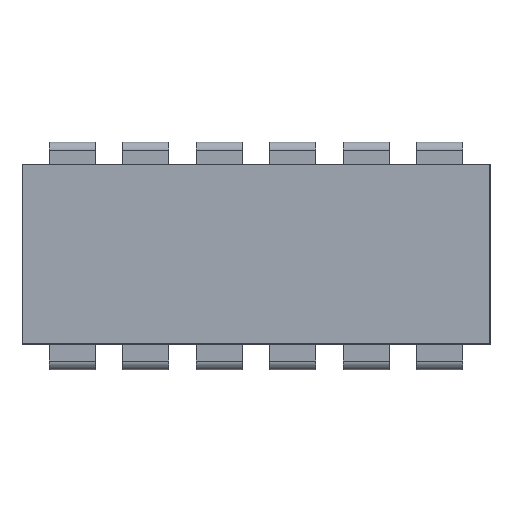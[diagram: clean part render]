
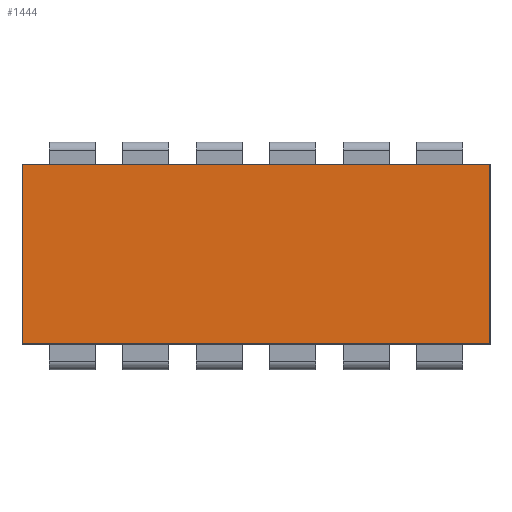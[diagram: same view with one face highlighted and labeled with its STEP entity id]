
A CAD part, top view. The second image highlights one B-rep face of the part: STEP entity #1444.
In plain terms, the highlighted planar face has unit normal (0, 0, 1).
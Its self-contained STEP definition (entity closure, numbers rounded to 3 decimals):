
#1444 = ADVANCED_FACE( '', ( #2830 ), #2831, .T. );
#2830 = FACE_OUTER_BOUND( '', #4235, .T. );
#2831 = PLANE( '', #4236 );
#4235 = EDGE_LOOP( '', ( #8004, #8005, #8006, #8007 ) );
#4236 = AXIS2_PLACEMENT_3D( '', #8008, #8009, #8010 );
#8004 = ORIENTED_EDGE( '', *, *, #10324, .T. );
#8005 = ORIENTED_EDGE( '', *, *, #9398, .T. );
#8006 = ORIENTED_EDGE( '', *, *, #9938, .T. );
#8007 = ORIENTED_EDGE( '', *, *, #10416, .T. );
#8008 = CARTESIAN_POINT( '', ( 0., 0., 0. ) );
#8009 = DIRECTION( '', ( 0., 0., 1. ) );
#8010 = DIRECTION( '', ( 1., 0., 0. ) );
#9398 = EDGE_CURVE( '', #11369, #11370, #11371, .T. );
#9938 = EDGE_CURVE( '', #11370, #12197, #12198, .T. );
#10324 = EDGE_CURVE( '', #12707, #11369, #12708, .T. );
#10416 = EDGE_CURVE( '', #12197, #12707, #12810, .T. );
#11369 = VERTEX_POINT( '', #14209 );
#11370 = VERTEX_POINT( '', #14210 );
#11371 = LINE( '', #14211, #14212 );
#12197 = VERTEX_POINT( '', #15832 );
#12198 = LINE( '', #15833, #15834 );
#12707 = VERTEX_POINT( '', #16736 );
#12708 = LINE( '', #16737, #16738 );
#12810 = LINE( '', #16884, #16885 );
#14209 = CARTESIAN_POINT( '', ( -8.09, -3.1, 0. ) );
#14210 = CARTESIAN_POINT( '', ( 8.09, -3.1, 0. ) );
#14211 = CARTESIAN_POINT( '', ( -8.09, -3.1, 0. ) );
#14212 = VECTOR( '', #17493, 1000. );
#15832 = CARTESIAN_POINT( '', ( 8.09, 3.1, 0. ) );
#15833 = CARTESIAN_POINT( '', ( 8.09, -3.1, 0. ) );
#15834 = VECTOR( '', #17888, 1000. );
#16736 = CARTESIAN_POINT( '', ( -8.09, 3.1, 0. ) );
#16737 = CARTESIAN_POINT( '', ( -8.09, 3.1, 0. ) );
#16738 = VECTOR( '', #18182, 1000. );
#16884 = CARTESIAN_POINT( '', ( 8.09, 3.1, 0. ) );
#16885 = VECTOR( '', #18229, 1000. );
#17493 = DIRECTION( '', ( 1., 0., 0. ) );
#17888 = DIRECTION( '', ( 0., 1., 0. ) );
#18182 = DIRECTION( '', ( 0., -1., 0. ) );
#18229 = DIRECTION( '', ( -1., 0., 0. ) );
